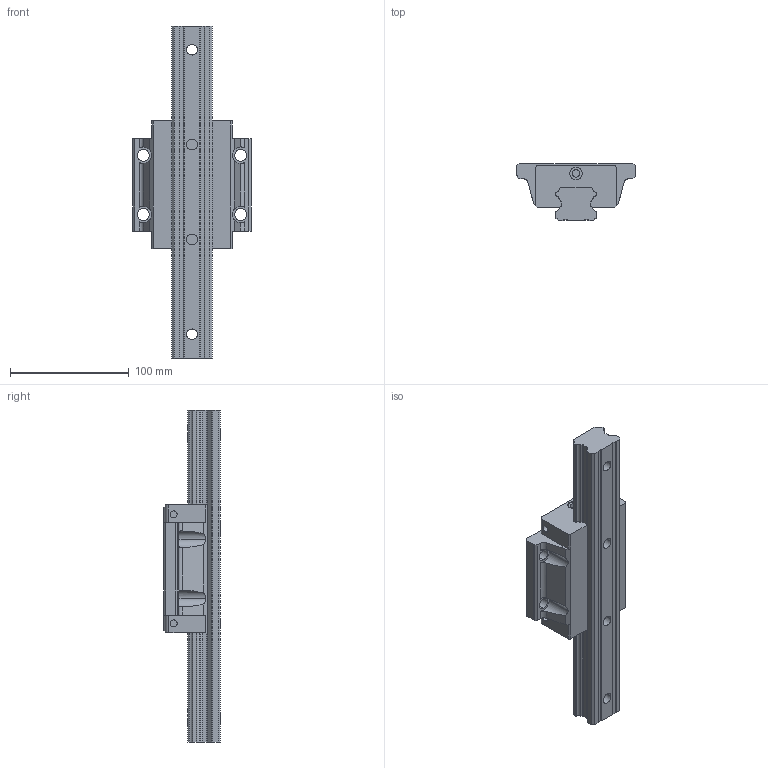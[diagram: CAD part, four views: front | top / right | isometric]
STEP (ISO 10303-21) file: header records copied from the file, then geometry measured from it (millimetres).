
FILE_DESCRIPTION(('STEP AP214'),'1');
FILE_NAME('egw35ca.stp','2022-09-14T02:49:46',('TraceParts'),('TraceParts S.A.'),'Spatial InterOp 3D',' ',' ');
FILE_SCHEMA(('AUTOMOTIVE_DESIGN { 1 0 10303 214 1 1 1 1 }'));
Length unit declared in the file: millimetre
Products named in the file (1): egw35ca_1
Bounding box: 100 x 48 x 280 mm (x, y, z)
Volume: 473164.9 mm3; surface area: 78534 mm2
Topology: 2 solids, 2 shells, 218 faces, 586 edges, 388 vertices
Faces by surface type: plane 112, cylinder 106
Entity records: 7025 total; most frequent: CARTESIAN_POINT 1354, DIRECTION 1198, ORIENTED_EDGE 1172, EDGE_CURVE 586, AXIS2_PLACEMENT_3D 416, VERTEX_POINT 388, LINE 366, VECTOR 366
